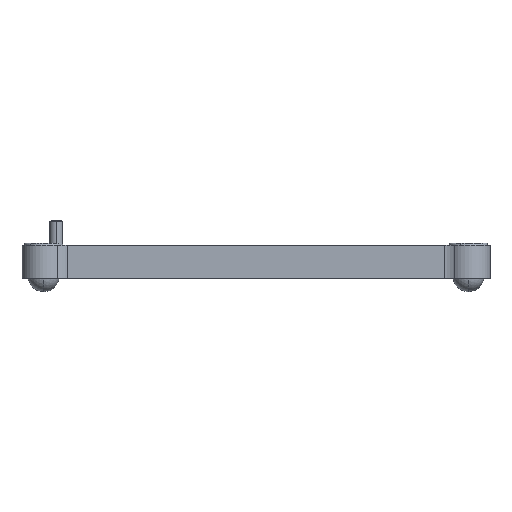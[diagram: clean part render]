
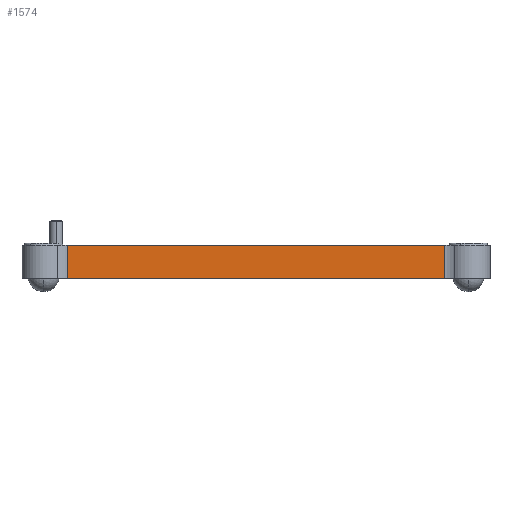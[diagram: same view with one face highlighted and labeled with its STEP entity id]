
A CAD part, left-side view. The second image highlights one B-rep face of the part: STEP entity #1574.
In plain terms, the highlighted planar face has unit normal (-1, 0, 0).
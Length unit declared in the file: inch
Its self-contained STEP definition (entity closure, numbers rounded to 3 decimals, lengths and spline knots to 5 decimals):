
#29 = VERTEX_POINT ( 'NONE', #1243 ) ;
#129 = EDGE_CURVE ( 'NONE', #1623, #2021, #336, .T. ) ;
#130 = DIRECTION ( 'NONE',  ( 0., -1., 0. ) ) ;
#226 = FACE_OUTER_BOUND ( 'NONE', #381, .T. ) ;
#244 = EDGE_CURVE ( 'NONE', #1275, #2021, #1010, .T. ) ;
#336 = LINE ( 'NONE', #593, #926 ) ;
#381 = EDGE_LOOP ( 'NONE', ( #2582, #1971, #1597, #559 ) ) ;
#388 = CARTESIAN_POINT ( 'NONE',  ( -3.3875, 2.82955, -0.5 ) ) ;
#409 = VECTOR ( 'NONE', #768, 39.37008 ) ;
#559 = ORIENTED_EDGE ( 'NONE', *, *, #129, .T. ) ;
#593 = CARTESIAN_POINT ( 'NONE',  ( -3.3875, -2.82955, -0.5 ) ) ;
#637 = EDGE_CURVE ( 'NONE', #29, #1275, #2277, .T. ) ;
#671 = AXIS2_PLACEMENT_3D ( 'NONE', #388, #1164, #1644 ) ;
#768 = DIRECTION ( 'NONE',  ( 0., -1., 0. ) ) ;
#926 = VECTOR ( 'NONE', #2478, 39.37008 ) ;
#1010 = LINE ( 'NONE', #2961, #409 ) ;
#1164 = DIRECTION ( 'NONE',  ( -1., 0., 0. ) ) ;
#1243 = CARTESIAN_POINT ( 'NONE',  ( -3.3875, 2.82955, -0.5 ) ) ;
#1275 = VERTEX_POINT ( 'NONE', #1934 ) ;
#1331 = EDGE_CURVE ( 'NONE', #29, #1623, #1784, .T. ) ;
#1363 = CARTESIAN_POINT ( 'NONE',  ( -3.3875, 2.82955, -0.5 ) ) ;
#1383 = CARTESIAN_POINT ( 'NONE',  ( -3.3875, -2.82955, 0. ) ) ;
#1574 = ADVANCED_FACE ( 'NONE', ( #226 ), #3084, .T. ) ;
#1597 = ORIENTED_EDGE ( 'NONE', *, *, #1331, .T. ) ;
#1623 = VERTEX_POINT ( 'NONE', #1862 ) ;
#1644 = DIRECTION ( 'NONE',  ( 0., -1., 0. ) ) ;
#1784 = LINE ( 'NONE', #1363, #2876 ) ;
#1862 = CARTESIAN_POINT ( 'NONE',  ( -3.3875, -2.82955, -0.5 ) ) ;
#1934 = CARTESIAN_POINT ( 'NONE',  ( -3.3875, 2.82955, 0. ) ) ;
#1971 = ORIENTED_EDGE ( 'NONE', *, *, #637, .F. ) ;
#2021 = VERTEX_POINT ( 'NONE', #1383 ) ;
#2050 = CARTESIAN_POINT ( 'NONE',  ( -3.3875, 2.82955, -0.5 ) ) ;
#2277 = LINE ( 'NONE', #2050, #3057 ) ;
#2478 = DIRECTION ( 'NONE',  ( 0., 0., 1. ) ) ;
#2582 = ORIENTED_EDGE ( 'NONE', *, *, #244, .F. ) ;
#2876 = VECTOR ( 'NONE', #130, 39.37008 ) ;
#2961 = CARTESIAN_POINT ( 'NONE',  ( -3.3875, 2.82955, 0. ) ) ;
#3034 = DIRECTION ( 'NONE',  ( 0., 0., 1. ) ) ;
#3057 = VECTOR ( 'NONE', #3034, 39.37008 ) ;
#3084 = PLANE ( 'NONE',  #671 ) ;
